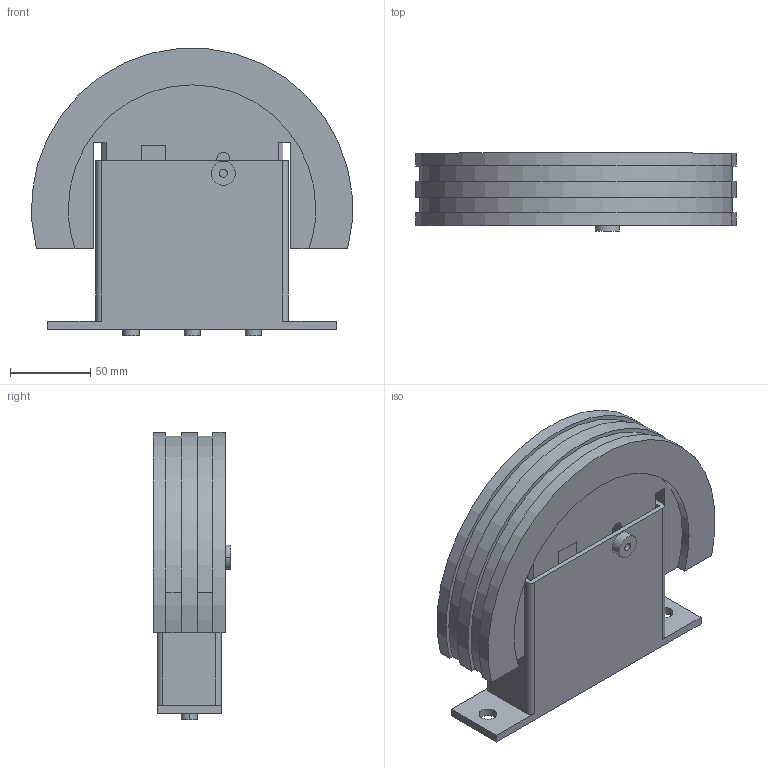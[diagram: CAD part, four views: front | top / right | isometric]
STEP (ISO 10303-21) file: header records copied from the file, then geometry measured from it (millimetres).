
FILE_DESCRIPTION(('STEP AP214'),'1');
FILE_NAME('cctmp_2AEACA9C-4D84-44F0-82DE-C51008B3C4C8_2023_6_23_10_31_46_583..stp','2023-06-23T08:31:46',('Murtfeldt Kunststoffe GmbH & Co.KG'),('CADClick - www.CADClick.com'),'Spatial InterOp 3D',' ','unknown authorization');
FILE_SCHEMA(('AUTOMOTIVE_DESIGN'));
Length unit declared in the file: millimetre
Products named in the file (1): 1
Bounding box: 199.34 x 48.5 x 178.69 mm (x, y, z)
Volume: 876537.1 mm3; surface area: 187388.1 mm2
Topology: 5 solids, 5 shells, 127 faces, 315 edges, 203 vertices
Faces by surface type: plane 67, cylinder 48, cone 12
Entity records: 4829 total; most frequent: DIRECTION 675, CARTESIAN_POINT 644, ORIENTED_EDGE 618, EDGE_CURVE 309, AXIS2_PLACEMENT_3D 234, LINE 207, VECTOR 207, VERTEX_POINT 203
